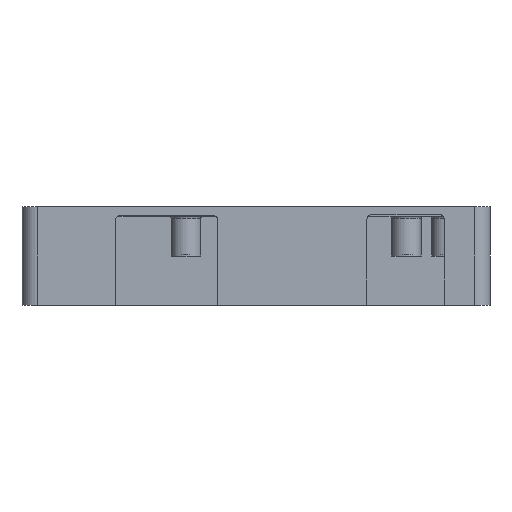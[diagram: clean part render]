
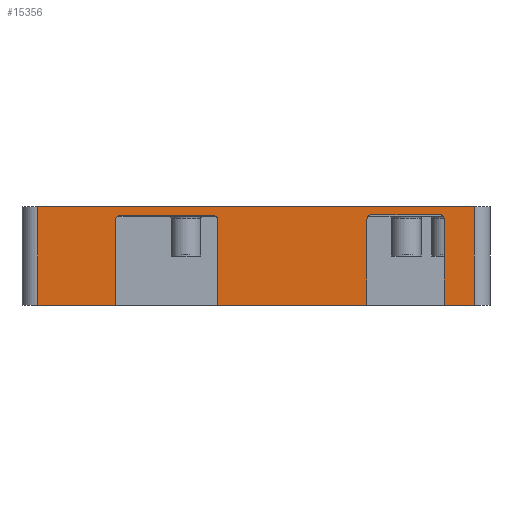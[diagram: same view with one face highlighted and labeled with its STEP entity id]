
A CAD part, front view. The second image highlights one B-rep face of the part: STEP entity #15356.
In plain terms, the highlighted planar face has unit normal (0, -1, 0).
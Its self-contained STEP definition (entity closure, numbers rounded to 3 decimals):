
#253=CIRCLE('',#16052,0.6);
#256=CIRCLE('',#16058,0.6);
#259=CIRCLE('',#16063,0.6);
#262=CIRCLE('',#16068,0.6);
#828=PLANE('',#16083);
#1583=FACE_OUTER_BOUND('',#2400,.T.);
#2400=EDGE_LOOP('',(#13671,#13672,#13673,#13674,#13675,#13676,#13677,#13678,
#13679,#13680,#13681,#13682,#13683,#13684,#13685,#13686));
#4130=LINE('',#28011,#5849);
#4133=LINE('',#28021,#5852);
#4138=LINE('',#28037,#5857);
#4144=LINE('',#28054,#5863);
#4147=LINE('',#28060,#5866);
#4150=LINE('',#28066,#5869);
#4156=LINE('',#28078,#5875);
#4157=LINE('',#28081,#5876);
#4161=LINE('',#28096,#5880);
#4165=LINE('',#28104,#5884);
#4166=LINE('',#28106,#5885);
#4167=LINE('',#28107,#5886);
#5849=VECTOR('',#19120,10.);
#5852=VECTOR('',#19131,10.);
#5857=VECTOR('',#19146,10.);
#5863=VECTOR('',#19164,10.);
#5866=VECTOR('',#19169,10.);
#5869=VECTOR('',#19174,10.);
#5875=VECTOR('',#19188,10.);
#5876=VECTOR('',#19191,10.);
#5880=VECTOR('',#19203,10.);
#5884=VECTOR('',#19209,10.);
#5885=VECTOR('',#19210,10.);
#5886=VECTOR('',#19211,10.);
#7704=VERTEX_POINT('',#27998);
#7705=VERTEX_POINT('',#28000);
#7708=VERTEX_POINT('',#28010);
#7709=VERTEX_POINT('',#28014);
#7711=VERTEX_POINT('',#28020);
#7714=VERTEX_POINT('',#28028);
#7715=VERTEX_POINT('',#28030);
#7717=VERTEX_POINT('',#28036);
#7720=VERTEX_POINT('',#28044);
#7721=VERTEX_POINT('',#28046);
#7724=VERTEX_POINT('',#28058);
#7726=VERTEX_POINT('',#28064);
#7729=VERTEX_POINT('',#28080);
#7736=VERTEX_POINT('',#28094);
#7739=VERTEX_POINT('',#28103);
#7740=VERTEX_POINT('',#28105);
#9904=EDGE_CURVE('',#7704,#7705,#253,.T.);
#9909=EDGE_CURVE('',#7708,#7705,#4130,.T.);
#9911=EDGE_CURVE('',#7708,#7709,#256,.T.);
#9914=EDGE_CURVE('',#7711,#7709,#4133,.T.);
#9919=EDGE_CURVE('',#7714,#7715,#259,.T.);
#9922=EDGE_CURVE('',#7717,#7715,#4138,.T.);
#9927=EDGE_CURVE('',#7720,#7721,#262,.T.);
#9931=EDGE_CURVE('',#7714,#7721,#4144,.T.);
#9934=EDGE_CURVE('',#7704,#7724,#4147,.T.);
#9937=EDGE_CURVE('',#7720,#7726,#4150,.T.);
#9943=EDGE_CURVE('',#7724,#7717,#4156,.T.);
#9944=EDGE_CURVE('',#7729,#7711,#4157,.T.);
#9952=EDGE_CURVE('',#7726,#7736,#4161,.T.);
#9956=EDGE_CURVE('',#7739,#7736,#4165,.T.);
#9957=EDGE_CURVE('',#7740,#7739,#4166,.T.);
#9958=EDGE_CURVE('',#7729,#7740,#4167,.T.);
#13671=ORIENTED_EDGE('',*,*,#9914,.T.);
#13672=ORIENTED_EDGE('',*,*,#9911,.F.);
#13673=ORIENTED_EDGE('',*,*,#9909,.T.);
#13674=ORIENTED_EDGE('',*,*,#9904,.F.);
#13675=ORIENTED_EDGE('',*,*,#9934,.T.);
#13676=ORIENTED_EDGE('',*,*,#9943,.T.);
#13677=ORIENTED_EDGE('',*,*,#9922,.T.);
#13678=ORIENTED_EDGE('',*,*,#9919,.F.);
#13679=ORIENTED_EDGE('',*,*,#9931,.T.);
#13680=ORIENTED_EDGE('',*,*,#9927,.F.);
#13681=ORIENTED_EDGE('',*,*,#9937,.T.);
#13682=ORIENTED_EDGE('',*,*,#9952,.T.);
#13683=ORIENTED_EDGE('',*,*,#9956,.F.);
#13684=ORIENTED_EDGE('',*,*,#9957,.F.);
#13685=ORIENTED_EDGE('',*,*,#9958,.F.);
#13686=ORIENTED_EDGE('',*,*,#9944,.T.);
#15356=ADVANCED_FACE('',(#1583),#828,.T.);
#16052=AXIS2_PLACEMENT_3D('',#28001,#19108,#19109);
#16058=AXIS2_PLACEMENT_3D('',#28015,#19124,#19125);
#16063=AXIS2_PLACEMENT_3D('',#28031,#19139,#19140);
#16068=AXIS2_PLACEMENT_3D('',#28047,#19154,#19155);
#16083=AXIS2_PLACEMENT_3D('',#28102,#19207,#19208);
#19108=DIRECTION('center_axis',(0.,-1.,0.));
#19109=DIRECTION('ref_axis',(0.707,0.,0.707));
#19120=DIRECTION('',(1.,0.,0.));
#19124=DIRECTION('center_axis',(0.,-1.,0.));
#19125=DIRECTION('ref_axis',(-0.707,0.,0.707));
#19131=DIRECTION('',(0.,0.,1.));
#19139=DIRECTION('center_axis',(0.,-1.,0.));
#19140=DIRECTION('ref_axis',(-0.707,0.,0.707));
#19146=DIRECTION('',(0.,0.,1.));
#19154=DIRECTION('center_axis',(0.,-1.,0.));
#19155=DIRECTION('ref_axis',(0.707,0.,0.707));
#19164=DIRECTION('',(1.,0.,0.));
#19169=DIRECTION('',(0.,0.,-1.));
#19174=DIRECTION('',(0.,0.,-1.));
#19188=DIRECTION('',(1.,0.,0.));
#19191=DIRECTION('',(1.,0.,0.));
#19203=DIRECTION('',(1.,0.,0.));
#19207=DIRECTION('center_axis',(0.,-1.,0.));
#19208=DIRECTION('ref_axis',(1.,0.,0.));
#19209=DIRECTION('',(0.,0.,-1.));
#19210=DIRECTION('',(1.,0.,0.));
#19211=DIRECTION('',(0.,0.,1.));
#27998=CARTESIAN_POINT('',(-31.5,-3.,10.8));
#28000=CARTESIAN_POINT('',(-32.1,-3.,11.4));
#28001=CARTESIAN_POINT('Origin',(-32.1,-3.,10.8));
#28010=CARTESIAN_POINT('',(-43.9,-3.,11.4));
#28011=CARTESIAN_POINT('',(-50.42,-3.,11.4));
#28014=CARTESIAN_POINT('',(-44.5,-3.,10.8));
#28015=CARTESIAN_POINT('Origin',(-43.9,-3.,10.8));
#28020=CARTESIAN_POINT('',(-44.5,-3.,0.));
#28021=CARTESIAN_POINT('',(-44.5,-3.,0.));
#28028=CARTESIAN_POINT('',(-12.,-3.,11.5));
#28030=CARTESIAN_POINT('',(-12.6,-3.,10.9));
#28031=CARTESIAN_POINT('Origin',(-12.,-3.,10.9));
#28036=CARTESIAN_POINT('',(-12.6,-3.,0.));
#28037=CARTESIAN_POINT('',(-12.6,-3.,0.));
#28044=CARTESIAN_POINT('',(-2.8,-3.,10.9));
#28046=CARTESIAN_POINT('',(-3.4,-3.,11.5));
#28047=CARTESIAN_POINT('Origin',(-3.4,-3.,10.9));
#28054=CARTESIAN_POINT('',(-34.47,-3.,11.5));
#28058=CARTESIAN_POINT('',(-31.5,-3.,0.));
#28060=CARTESIAN_POINT('',(-31.5,-3.,5.7));
#28064=CARTESIAN_POINT('',(-2.8,-3.,0.));
#28066=CARTESIAN_POINT('',(-2.8,-3.,5.75));
#28078=CARTESIAN_POINT('',(-41.505,-3.,0.));
#28080=CARTESIAN_POINT('',(-54.34,-3.,0.));
#28081=CARTESIAN_POINT('',(-41.505,-3.,0.));
#28094=CARTESIAN_POINT('',(1.,-3.,0.));
#28096=CARTESIAN_POINT('',(-41.505,-3.,0.));
#28102=CARTESIAN_POINT('Origin',(-56.34,-3.,0.));
#28103=CARTESIAN_POINT('',(1.,-3.,12.5));
#28104=CARTESIAN_POINT('',(1.,-3.,0.));
#28105=CARTESIAN_POINT('',(-54.34,-3.,12.5));
#28106=CARTESIAN_POINT('',(-56.34,-3.,12.5));
#28107=CARTESIAN_POINT('',(-54.34,-3.,0.));
